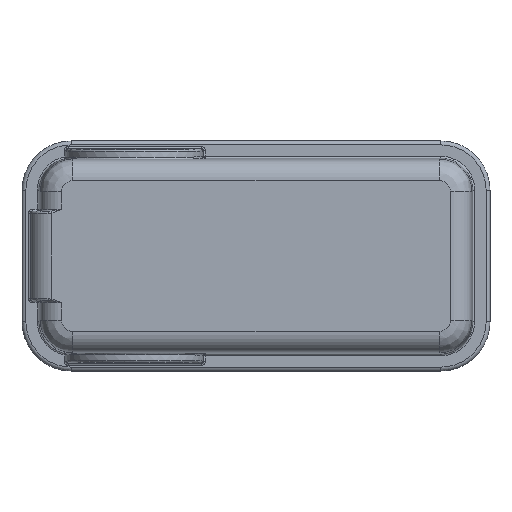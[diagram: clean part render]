
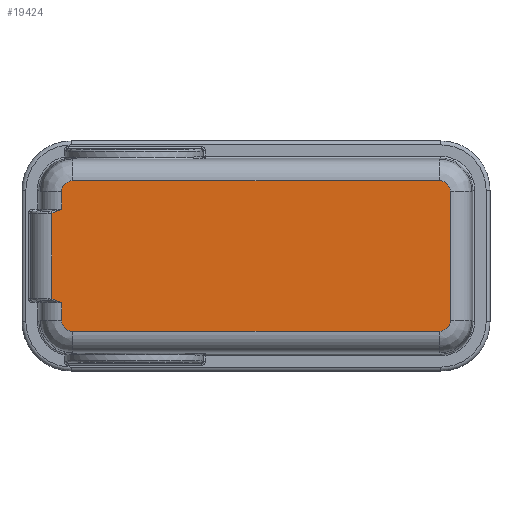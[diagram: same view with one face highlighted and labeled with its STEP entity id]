
A CAD part, front view. The second image highlights one B-rep face of the part: STEP entity #19424.
In plain terms, the highlighted planar face has unit normal (0, -1, 0).
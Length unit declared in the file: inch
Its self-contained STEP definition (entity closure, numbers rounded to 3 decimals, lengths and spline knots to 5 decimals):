
#649 = DIRECTION ( 'NONE',  ( 0., 0., 1. ) ) ;
#1165 =( BOUNDED_CURVE ( )  B_SPLINE_CURVE ( 3, ( #69921, #24963, #5771, #50794 ),
 .UNSPECIFIED., .F., .F. ) 
 B_SPLINE_CURVE_WITH_KNOTS ( ( 4, 4 ),
 ( 2.35623, 3.92695 ),
 .UNSPECIFIED. ) 
 CURVE ( )  GEOMETRIC_REPRESENTATION_ITEM ( )  RATIONAL_B_SPLINE_CURVE ( ( 1., 0.805, 0.805, 1. ) ) 
 REPRESENTATION_ITEM ( '' )  );
#1748 = DIRECTION ( 'NONE',  ( -1., 0., 0. ) ) ;
#1754 = CARTESIAN_POINT ( 'NONE',  ( -1.30624, -0.494, -0.33054 ) ) ;
#3074 = EDGE_CURVE ( 'NONE', #29853, #80374, #36161, .T. ) ;
#4166 = VECTOR ( 'NONE', #80558, 39.37008 ) ;
#4936 = CARTESIAN_POINT ( 'NONE',  ( -1.30624, -0.494, -0.36371 ) ) ;
#5678 = EDGE_CURVE ( 'NONE', #38197, #76654, #83092, .T. ) ;
#5771 = CARTESIAN_POINT ( 'NONE',  ( 0.68824, -0.494, -0.36371 ) ) ;
#6012 = VERTEX_POINT ( 'NONE', #50696 ) ;
#6489 = PLANE ( 'NONE',  #34822 ) ;
#7307 = VERTEX_POINT ( 'NONE', #29993 ) ;
#8184 = EDGE_LOOP ( 'NONE', ( #65219, #48213, #38400, #9856, #43063, #83390, #79537, #70396, #42472, #73795, #27711, #53672 ) ) ;
#8530 = DIRECTION ( 'NONE',  ( 0., 0., -1. ) ) ;
#8597 = LINE ( 'NONE', #1754, #25726 ) ;
#8796 = CARTESIAN_POINT ( 'NONE',  ( -1.3568, -0.494, -0.22165 ) ) ;
#9856 = ORIENTED_EDGE ( 'NONE', *, *, #3074, .T. ) ;
#11417 = CARTESIAN_POINT ( 'NONE',  ( -1.28346, -0.494, -0.38649 ) ) ;
#12962 = EDGE_CURVE ( 'NONE', #80374, #62575, #51775, .T. ) ;
#12998 = DIRECTION ( 'NONE',  ( 1., 0., 0. ) ) ;
#14268 = VERTEX_POINT ( 'NONE', #72197 ) ;
#15207 = CARTESIAN_POINT ( 'NONE',  ( -1.30624, -0.494, -0.24 ) ) ;
#15511 = CARTESIAN_POINT ( 'NONE',  ( 0.68824, -0.494, 0.33149 ) ) ;
#15814 = EDGE_CURVE ( 'NONE', #6012, #7307, #19763, .T. ) ;
#16751 = CARTESIAN_POINT ( 'NONE',  ( 0.63324, -0.494, 0.38649 ) ) ;
#17878 = VERTEX_POINT ( 'NONE', #80900 ) ;
#18030 = LINE ( 'NONE', #51697, #50222 ) ;
#19247 = EDGE_CURVE ( 'NONE', #37306, #26999, #72420, .T. ) ;
#19424 = ADVANCED_FACE ( 'NONE', ( #70429 ), #6489, .T. ) ;
#19742 = CARTESIAN_POINT ( 'NONE',  ( 0.63324, -0.494, -0.38649 ) ) ;
#19763 = B_SPLINE_CURVE_WITH_KNOTS ( 'NONE', 3,
 ( #47008, #27392, #60006, #21459, #66447, #27926 ),
 .UNSPECIFIED., .F., .F.,
 ( 4, 2, 4 ),
 ( -0.00001, 0.00067, 0.00136 ),
 .UNSPECIFIED. ) ;
#21284 = LINE ( 'NONE', #54718, #4166 ) ;
#21459 = CARTESIAN_POINT ( 'NONE',  ( -1.33938, -0.494, 0.2262 ) ) ;
#22057 = CARTESIAN_POINT ( 'NONE',  ( -1.34792, -0.494, -0.22338 ) ) ;
#23097 = CARTESIAN_POINT ( 'NONE',  ( -1.30624, -0.494, 0.33149 ) ) ;
#24963 = CARTESIAN_POINT ( 'NONE',  ( 0.66546, -0.494, -0.38649 ) ) ;
#25726 = VECTOR ( 'NONE', #8530, 39.37008 ) ;
#25738 = CARTESIAN_POINT ( 'NONE',  ( 0.63229, -0.494, -0.38649 ) ) ;
#26999 = VERTEX_POINT ( 'NONE', #65074 ) ;
#27392 = CARTESIAN_POINT ( 'NONE',  ( -1.31443, -0.494, 0.23634 ) ) ;
#27560 = CARTESIAN_POINT ( 'NONE',  ( 0.8045, -0.494, 0.50275 ) ) ;
#27711 = ORIENTED_EDGE ( 'NONE', *, *, #42076, .T. ) ;
#27926 = CARTESIAN_POINT ( 'NONE',  ( -1.3568, -0.494, 0.22165 ) ) ;
#29400 = CARTESIAN_POINT ( 'NONE',  ( 0.68824, -0.494, 0.33149 ) ) ;
#29853 = VERTEX_POINT ( 'NONE', #43142 ) ;
#29993 = CARTESIAN_POINT ( 'NONE',  ( -1.3568, -0.494, 0.22165 ) ) ;
#34071 = DIRECTION ( 'NONE',  ( 0., 0., -1. ) ) ;
#34708 = VECTOR ( 'NONE', #12998, 39.37008 ) ;
#34730 = EDGE_CURVE ( 'NONE', #62575, #14268, #1165, .T. ) ;
#34822 = AXIS2_PLACEMENT_3D ( 'NONE', #27560, #72569, #34071 ) ;
#35033 = CARTESIAN_POINT ( 'NONE',  ( -1.31442, -0.494, -0.23634 ) ) ;
#35767 = CARTESIAN_POINT ( 'NONE',  ( -1.30624, -0.494, 0.36371 ) ) ;
#35781 = VERTEX_POINT ( 'NONE', #15511 ) ;
#35878 = CARTESIAN_POINT ( 'NONE',  ( 0.68824, -0.494, 0.36371 ) ) ;
#36161 =( BOUNDED_CURVE ( )  B_SPLINE_CURVE ( 3, ( #49950, #4936, #11417, #56447 ),
 .UNSPECIFIED., .F., .T. ) 
 B_SPLINE_CURVE_WITH_KNOTS ( ( 4, 4 ),
 ( 2.35623, 3.92695 ),
 .UNSPECIFIED. ) 
 CURVE ( )  GEOMETRIC_REPRESENTATION_ITEM ( )  RATIONAL_B_SPLINE_CURVE ( ( 1., 0.805, 0.805, 1. ) ) 
 REPRESENTATION_ITEM ( '' )  );
#37306 = VERTEX_POINT ( 'NONE', #63148 ) ;
#38197 = VERTEX_POINT ( 'NONE', #8796 ) ;
#38400 = ORIENTED_EDGE ( 'NONE', *, *, #69272, .T. ) ;
#40479 = LINE ( 'NONE', #78814, #74733 ) ;
#42076 = EDGE_CURVE ( 'NONE', #26999, #6012, #21284, .T. ) ;
#42472 = ORIENTED_EDGE ( 'NONE', *, *, #72494, .T. ) ;
#42634 =( BOUNDED_CURVE ( )  B_SPLINE_CURVE ( 3, ( #29400, #35878, #55265, #16751 ),
 .UNSPECIFIED., .F., .F. ) 
 B_SPLINE_CURVE_WITH_KNOTS ( ( 4, 4 ),
 ( 2.35623, 3.92695 ),
 .UNSPECIFIED. ) 
 CURVE ( )  GEOMETRIC_REPRESENTATION_ITEM ( )  RATIONAL_B_SPLINE_CURVE ( ( 1., 0.805, 0.805, 1. ) ) 
 REPRESENTATION_ITEM ( '' )  );
#42976 = CARTESIAN_POINT ( 'NONE',  ( -1.25124, -0.494, -0.38649 ) ) ;
#43063 = ORIENTED_EDGE ( 'NONE', *, *, #12962, .T. ) ;
#43142 = CARTESIAN_POINT ( 'NONE',  ( -1.30624, -0.494, -0.33149 ) ) ;
#45646 = CARTESIAN_POINT ( 'NONE',  ( 0.68824, -0.494, 0.33054 ) ) ;
#47008 = CARTESIAN_POINT ( 'NONE',  ( -1.30624, -0.494, 0.24 ) ) ;
#48213 = ORIENTED_EDGE ( 'NONE', *, *, #5678, .T. ) ;
#48458 = VECTOR ( 'NONE', #649, 39.37008 ) ;
#49950 = CARTESIAN_POINT ( 'NONE',  ( -1.30624, -0.494, -0.33149 ) ) ;
#50222 = VECTOR ( 'NONE', #58179, 39.37008 ) ;
#50696 = CARTESIAN_POINT ( 'NONE',  ( -1.30624, -0.494, 0.24 ) ) ;
#50794 = CARTESIAN_POINT ( 'NONE',  ( 0.68824, -0.494, -0.33149 ) ) ;
#50798 = EDGE_CURVE ( 'NONE', #35781, #17878, #42634, .T. ) ;
#51697 = CARTESIAN_POINT ( 'NONE',  ( -1.3568, -0.494, -0.23 ) ) ;
#51775 = LINE ( 'NONE', #25738, #34708 ) ;
#52039 = EDGE_CURVE ( 'NONE', #14268, #35781, #82703, .T. ) ;
#53672 = ORIENTED_EDGE ( 'NONE', *, *, #15814, .T. ) ;
#54718 = CARTESIAN_POINT ( 'NONE',  ( -1.30624, -0.494, -0.33054 ) ) ;
#55142 = CARTESIAN_POINT ( 'NONE',  ( -1.28346, -0.494, 0.38649 ) ) ;
#55265 = CARTESIAN_POINT ( 'NONE',  ( 0.66546, -0.494, 0.38649 ) ) ;
#56237 = EDGE_CURVE ( 'NONE', #7307, #38197, #18030, .T. ) ;
#56447 = CARTESIAN_POINT ( 'NONE',  ( -1.25124, -0.494, -0.38649 ) ) ;
#58179 = DIRECTION ( 'NONE',  ( 0., 0., -1. ) ) ;
#60006 = CARTESIAN_POINT ( 'NONE',  ( -1.32264, -0.494, 0.23266 ) ) ;
#60595 = CARTESIAN_POINT ( 'NONE',  ( -1.33941, -0.494, -0.22619 ) ) ;
#61608 = CARTESIAN_POINT ( 'NONE',  ( -1.25124, -0.494, 0.38649 ) ) ;
#62575 = VERTEX_POINT ( 'NONE', #19742 ) ;
#63148 = CARTESIAN_POINT ( 'NONE',  ( -1.25124, -0.494, 0.38649 ) ) ;
#65074 = CARTESIAN_POINT ( 'NONE',  ( -1.30624, -0.494, 0.33149 ) ) ;
#65219 = ORIENTED_EDGE ( 'NONE', *, *, #56237, .T. ) ;
#66447 = CARTESIAN_POINT ( 'NONE',  ( -1.34796, -0.494, 0.22337 ) ) ;
#67050 = CARTESIAN_POINT ( 'NONE',  ( -1.3568, -0.494, -0.22165 ) ) ;
#69272 = EDGE_CURVE ( 'NONE', #76654, #29853, #8597, .T. ) ;
#69921 = CARTESIAN_POINT ( 'NONE',  ( 0.63324, -0.494, -0.38649 ) ) ;
#70396 = ORIENTED_EDGE ( 'NONE', *, *, #50798, .T. ) ;
#70429 = FACE_OUTER_BOUND ( 'NONE', #8184, .T. ) ;
#72197 = CARTESIAN_POINT ( 'NONE',  ( 0.68824, -0.494, -0.33149 ) ) ;
#72420 =( BOUNDED_CURVE ( )  B_SPLINE_CURVE ( 3, ( #61608, #55142, #35767, #23097 ),
 .UNSPECIFIED., .F., .F. ) 
 B_SPLINE_CURVE_WITH_KNOTS ( ( 4, 4 ),
 ( 2.35623, 3.92695 ),
 .UNSPECIFIED. ) 
 CURVE ( )  GEOMETRIC_REPRESENTATION_ITEM ( )  RATIONAL_B_SPLINE_CURVE ( ( 1., 0.805, 0.805, 1. ) ) 
 REPRESENTATION_ITEM ( '' )  );
#72494 = EDGE_CURVE ( 'NONE', #17878, #37306, #40479, .T. ) ;
#72569 = DIRECTION ( 'NONE',  ( 0., -1., 0. ) ) ;
#73558 = CARTESIAN_POINT ( 'NONE',  ( -1.32267, -0.494, -0.23265 ) ) ;
#73795 = ORIENTED_EDGE ( 'NONE', *, *, #19247, .T. ) ;
#74733 = VECTOR ( 'NONE', #1748, 39.37008 ) ;
#76654 = VERTEX_POINT ( 'NONE', #15207 ) ;
#78814 = CARTESIAN_POINT ( 'NONE',  ( -1.25029, -0.494, 0.38649 ) ) ;
#79537 = ORIENTED_EDGE ( 'NONE', *, *, #52039, .T. ) ;
#79957 = CARTESIAN_POINT ( 'NONE',  ( -1.30624, -0.494, -0.24 ) ) ;
#80374 = VERTEX_POINT ( 'NONE', #42976 ) ;
#80558 = DIRECTION ( 'NONE',  ( 0., 0., -1. ) ) ;
#80900 = CARTESIAN_POINT ( 'NONE',  ( 0.63324, -0.494, 0.38649 ) ) ;
#82703 = LINE ( 'NONE', #45646, #48458 ) ;
#83092 = B_SPLINE_CURVE_WITH_KNOTS ( 'NONE', 3,
 ( #67050, #22057, #60595, #73558, #35033, #79957 ),
 .UNSPECIFIED., .F., .F.,
 ( 4, 2, 4 ),
 ( 0., 0.00068, 0.00137 ),
 .UNSPECIFIED. ) ;
#83390 = ORIENTED_EDGE ( 'NONE', *, *, #34730, .T. ) ;
